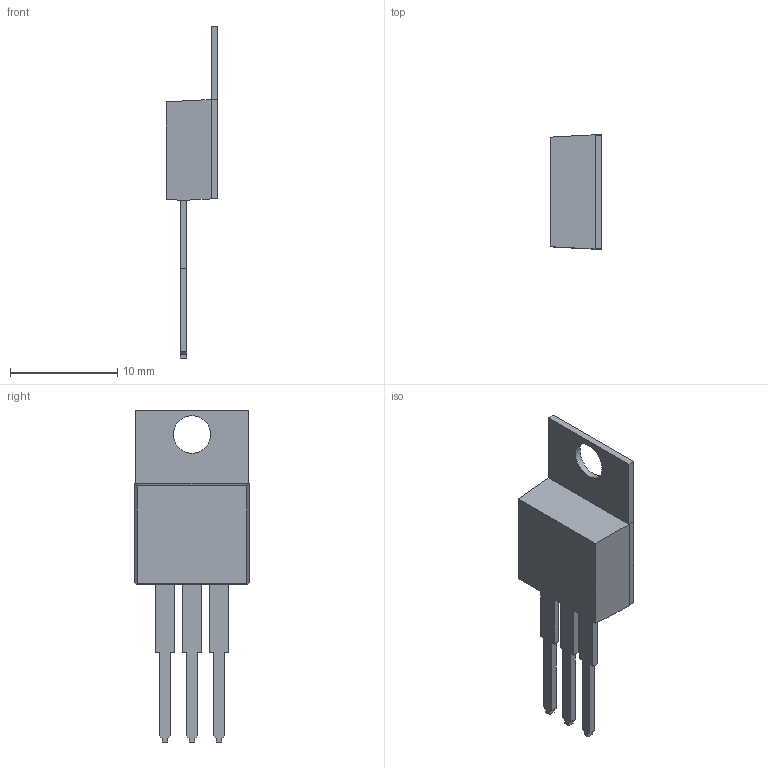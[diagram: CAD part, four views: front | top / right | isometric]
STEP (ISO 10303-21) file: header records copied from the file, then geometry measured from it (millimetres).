
FILE_DESCRIPTION( ( '' ), ' ' );
FILE_NAME( '5a1e1d170ec2fb0ef4ca23ca.step', '2017-11-29T02:36:07', ( '' ), ( '' ), ' ', ' ', ' ' );
FILE_SCHEMA( ( 'AUTOMOTIVE_DESIGN { 1 0 10303 214 1 1 1 1 }' ) );
Length unit declared in the file: metre
Products named in the file (1): Open CASCADE STEP translator 6.8 1
Bounding box: 4.83 x 10.67 x 30.99 mm (x, y, z)
Volume: 542.1 mm3; surface area: 695.2 mm2
Topology: 1 solids, 1 shells, 62 faces, 168 edges, 108 vertices
Faces by surface type: plane 61, cylinder 1
Full cylindrical faces by diameter (mm): 3.5 x1
Entity records: 3244 total; most frequent: CARTESIAN_POINT 338, ORIENTED_EDGE 334, DIRECTION 295, STYLED_ITEM 229, PRESENTATION_STYLE_ASSIGNMENT 229, COLOUR_RGB 229, EDGE_CURVE 167, CURVE_STYLE 167
